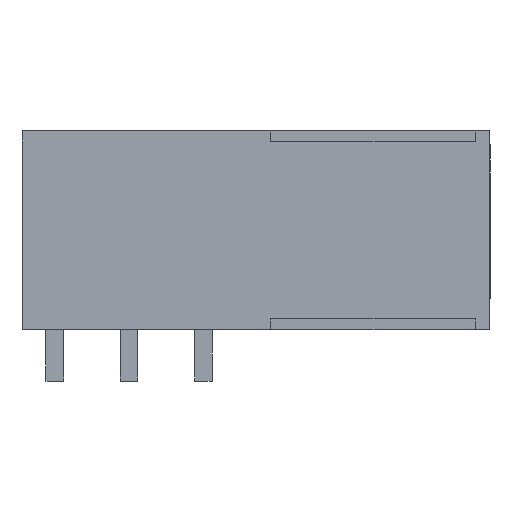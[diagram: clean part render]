
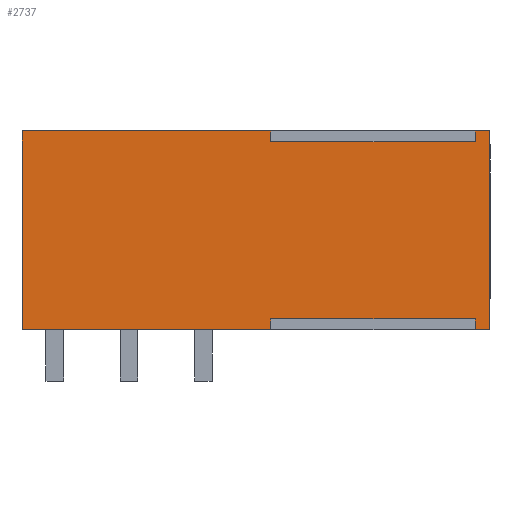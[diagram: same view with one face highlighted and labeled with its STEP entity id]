
A CAD part, left-side view. The second image highlights one B-rep face of the part: STEP entity #2737.
In plain terms, the highlighted planar face has unit normal (-1, 0, 0).
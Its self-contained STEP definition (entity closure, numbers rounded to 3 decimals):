
#2678=AXIS2_PLACEMENT_3D('Plane Axis2P3D',#2675,#2676,#2677) ;
#546=CARTESIAN_POINT('Vertex',(0.,32.,17.1)) ;
#549=CARTESIAN_POINT('Line Origine',(0.,23.5,17.1)) ;
#553=CARTESIAN_POINT('Vertex',(0.,15.,17.1)) ;
#574=CARTESIAN_POINT('Vertex',(0.,1.,17.1)) ;
#577=CARTESIAN_POINT('Line Origine',(0.,0.5,17.1)) ;
#581=CARTESIAN_POINT('Vertex',(0.,0.,17.1)) ;
#1180=CARTESIAN_POINT('Vertex',(0.,0.,3.5)) ;
#1183=CARTESIAN_POINT('Line Origine',(0.,0.5,3.5)) ;
#1187=CARTESIAN_POINT('Vertex',(0.,1.,3.5)) ;
#1208=CARTESIAN_POINT('Vertex',(0.,15.,3.5)) ;
#1211=CARTESIAN_POINT('Line Origine',(0.,23.5,3.5)) ;
#1215=CARTESIAN_POINT('Vertex',(0.,32.,3.5)) ;
#2662=CARTESIAN_POINT('Line Origine',(0.,32.,10.3)) ;
#2675=CARTESIAN_POINT('Axis2P3D Location',(0.,0.,17.1)) ;
#2680=CARTESIAN_POINT('Line Origine',(0.,1.,16.725)) ;
#2684=CARTESIAN_POINT('Vertex',(0.,1.,16.35)) ;
#2687=CARTESIAN_POINT('Line Origine',(0.,8.,16.35)) ;
#2691=CARTESIAN_POINT('Vertex',(0.,15.,16.35)) ;
#2694=CARTESIAN_POINT('Line Origine',(0.,15.,16.725)) ;
#2699=CARTESIAN_POINT('Line Origine',(0.,15.,3.875)) ;
#2703=CARTESIAN_POINT('Vertex',(0.,15.,4.25)) ;
#2706=CARTESIAN_POINT('Line Origine',(0.,8.,4.25)) ;
#2710=CARTESIAN_POINT('Vertex',(0.,1.,4.25)) ;
#2713=CARTESIAN_POINT('Line Origine',(0.,1.,3.875)) ;
#2718=CARTESIAN_POINT('Line Origine',(0.,0.,10.3)) ;
#550=DIRECTION('Vector Direction',(0.,1.,0.)) ;
#578=DIRECTION('Vector Direction',(0.,1.,0.)) ;
#1184=DIRECTION('Vector Direction',(0.,1.,0.)) ;
#1212=DIRECTION('Vector Direction',(0.,1.,0.)) ;
#2663=DIRECTION('Vector Direction',(0.,0.,-1.)) ;
#2676=DIRECTION('Axis2P3D Direction',(1.,0.,0.)) ;
#2677=DIRECTION('Axis2P3D XDirection',(0.,0.,-1.)) ;
#2681=DIRECTION('Vector Direction',(0.,0.,-1.)) ;
#2688=DIRECTION('Vector Direction',(0.,1.,0.)) ;
#2695=DIRECTION('Vector Direction',(0.,0.,-1.)) ;
#2700=DIRECTION('Vector Direction',(0.,0.,-1.)) ;
#2707=DIRECTION('Vector Direction',(0.,1.,0.)) ;
#2714=DIRECTION('Vector Direction',(0.,0.,-1.)) ;
#2719=DIRECTION('Vector Direction',(0.,0.,-1.)) ;
#551=VECTOR('Line Direction',#550,1.) ;
#579=VECTOR('Line Direction',#578,1.) ;
#1185=VECTOR('Line Direction',#1184,1.) ;
#1213=VECTOR('Line Direction',#1212,1.) ;
#2664=VECTOR('Line Direction',#2663,1.) ;
#2682=VECTOR('Line Direction',#2681,1.) ;
#2689=VECTOR('Line Direction',#2688,1.) ;
#2696=VECTOR('Line Direction',#2695,1.) ;
#2701=VECTOR('Line Direction',#2700,1.) ;
#2708=VECTOR('Line Direction',#2707,1.) ;
#2715=VECTOR('Line Direction',#2714,1.) ;
#2720=VECTOR('Line Direction',#2719,1.) ;
#2724=ORIENTED_EDGE('',*,*,#2686,.F.) ;
#2725=ORIENTED_EDGE('',*,*,#2693,.T.) ;
#2726=ORIENTED_EDGE('',*,*,#2698,.F.) ;
#2727=ORIENTED_EDGE('',*,*,#555,.T.) ;
#2728=ORIENTED_EDGE('',*,*,#2666,.T.) ;
#2729=ORIENTED_EDGE('',*,*,#1217,.F.) ;
#2730=ORIENTED_EDGE('',*,*,#2705,.F.) ;
#2731=ORIENTED_EDGE('',*,*,#2712,.F.) ;
#2732=ORIENTED_EDGE('',*,*,#2717,.F.) ;
#2733=ORIENTED_EDGE('',*,*,#1189,.F.) ;
#2734=ORIENTED_EDGE('',*,*,#2722,.F.) ;
#2735=ORIENTED_EDGE('',*,*,#583,.T.) ;
#2737=ADVANCED_FACE('HOUSING',(#2736),#2679,.F.) ;
#555=EDGE_CURVE('',#554,#547,#552,.T.) ;
#583=EDGE_CURVE('',#582,#575,#580,.T.) ;
#1189=EDGE_CURVE('',#1181,#1188,#1186,.T.) ;
#1217=EDGE_CURVE('',#1209,#1216,#1214,.T.) ;
#2666=EDGE_CURVE('',#547,#1216,#2665,.T.) ;
#2686=EDGE_CURVE('',#2685,#575,#2683,.F.) ;
#2693=EDGE_CURVE('',#2685,#2692,#2690,.T.) ;
#2698=EDGE_CURVE('',#554,#2692,#2697,.T.) ;
#2705=EDGE_CURVE('',#2704,#1209,#2702,.T.) ;
#2712=EDGE_CURVE('',#2711,#2704,#2709,.T.) ;
#2717=EDGE_CURVE('',#1188,#2711,#2716,.F.) ;
#2722=EDGE_CURVE('',#582,#1181,#2721,.T.) ;
#2723=EDGE_LOOP('',(#2724,#2725,#2726,#2727,#2728,#2729,#2730,#2731,#2732,#2733,#2734,#2735)) ;
#2736=FACE_OUTER_BOUND('',#2723,.T.) ;
#552=LINE('Line',#549,#551) ;
#580=LINE('Line',#577,#579) ;
#1186=LINE('Line',#1183,#1185) ;
#1214=LINE('Line',#1211,#1213) ;
#2665=LINE('Line',#2662,#2664) ;
#2683=LINE('Line',#2680,#2682) ;
#2690=LINE('Line',#2687,#2689) ;
#2697=LINE('Line',#2694,#2696) ;
#2702=LINE('Line',#2699,#2701) ;
#2709=LINE('Line',#2706,#2708) ;
#2716=LINE('Line',#2713,#2715) ;
#2721=LINE('Line',#2718,#2720) ;
#2679=PLANE('',#2678) ;
#547=VERTEX_POINT('',#546) ;
#554=VERTEX_POINT('',#553) ;
#575=VERTEX_POINT('',#574) ;
#582=VERTEX_POINT('',#581) ;
#1181=VERTEX_POINT('',#1180) ;
#1188=VERTEX_POINT('',#1187) ;
#1209=VERTEX_POINT('',#1208) ;
#1216=VERTEX_POINT('',#1215) ;
#2685=VERTEX_POINT('',#2684) ;
#2692=VERTEX_POINT('',#2691) ;
#2704=VERTEX_POINT('',#2703) ;
#2711=VERTEX_POINT('',#2710) ;
